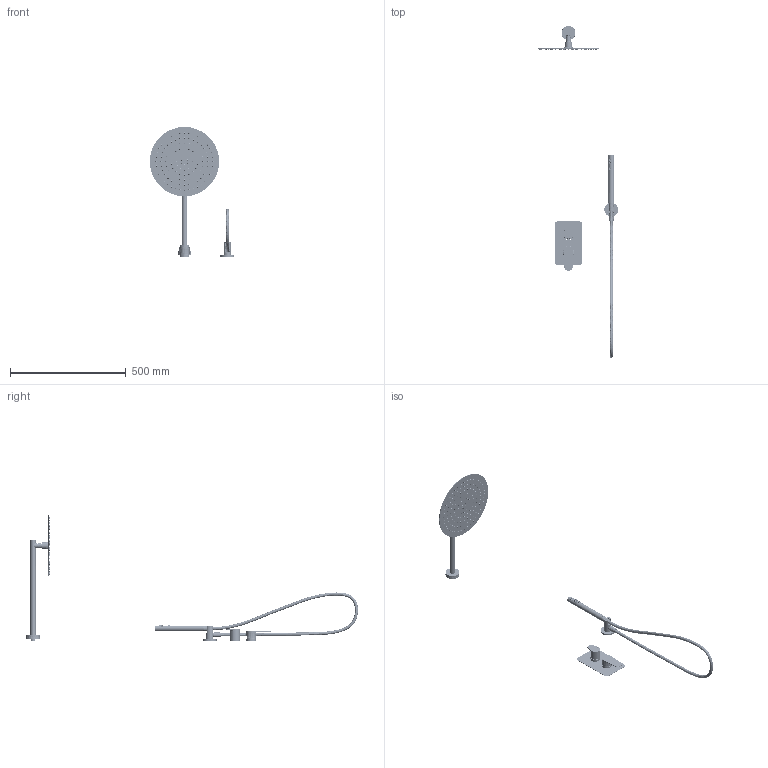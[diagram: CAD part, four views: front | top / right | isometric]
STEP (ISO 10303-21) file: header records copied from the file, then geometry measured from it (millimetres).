
FILE_DESCRIPTION (( 'STEP AP203' ), '1' );
FILE_NAME ('36DP09518.STEP', '2025-08-25T06:44:30', ( '' ), ( '' ), 'SwSTEP 2.0', 'SolidWorks 2021', '' );
FILE_SCHEMA (( 'CONFIG_CONTROL_DESIGN' ));
Products named in the file (1): 36DP09518
Bounding box: 365 x 1435.96 x 562.75 mm (x, y, z)
Surface area: 691255.8 mm2 (no closed solid volume)
Topology: 0 solids, 24 shells, 3013 faces, 7055 edges, 4754 vertices
Faces by surface type: bspline 928, plane 919, cylinder 719, cone 412, torus 32, sphere 3
Full cylindrical faces by diameter (mm): 1.2 x132, 3.3 x1, 4 x265, 4.2 x1, 4.5 x1, 5.8 x132, 6.8 x1, 7 x1, 8 x1, 9.5 x1, 9.8 x1, 10 x1, 12.45 x1, 12.5 x1, 14 x1, 15 x2, 16.182 x1, 16.45 x2, 18 x4, 18.1 x1, 18.7 x1, 18.968 x1, 19 x1, 19.1 x4, 20 x1, 20.45 x3, 20.8 x1, 21 x3, 21.268 x1, 21.3 x1
Entity records: 119774 total; most frequent: CARTESIAN_POINT 64746, DIRECTION 9942, ORIENTED_EDGE 9372, EDGE_LOOP 5895, EDGE_CURVE 4688, AXIS2_PLACEMENT_3D 4533, FACE_OUTER_BOUND 4280, VERTEX_POINT 4067
